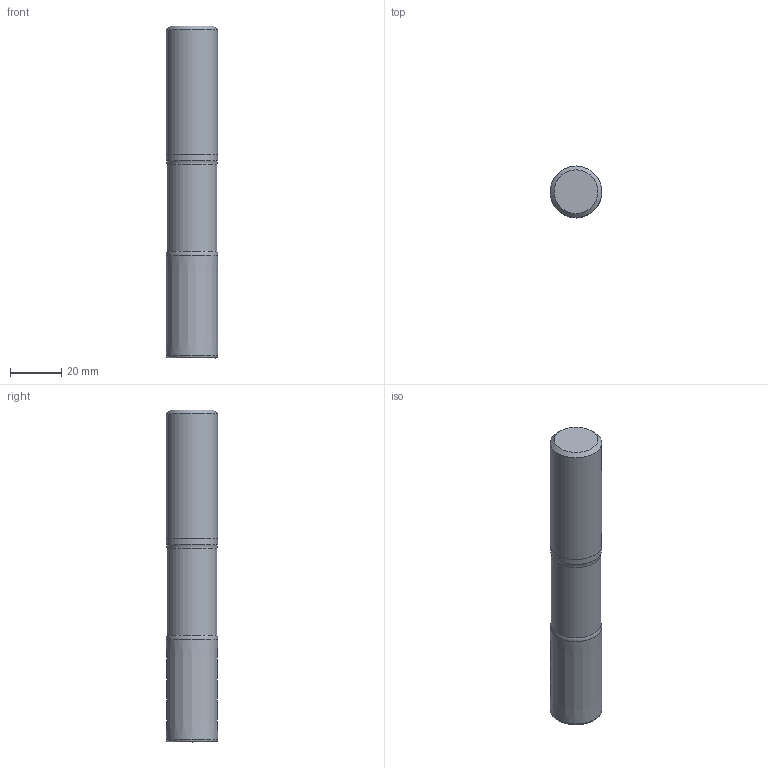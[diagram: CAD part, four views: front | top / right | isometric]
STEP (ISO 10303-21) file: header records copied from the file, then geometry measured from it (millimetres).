
FILE_DESCRIPTION(/* description */ (''),/* implementation_level */ '2;1');
FILE_NAME(/* name */ 'JHP751200E2R080.3Z4_Basic.stp',/* time_stamp */ '2021-09-22T16:33:02+05:00',/* author */ (''),/* organization */ (''),/* preprocessor_version */ 'ST-DEVELOPER v16.7',/* originating_system */ 'SIEMENS PLM Software NX 12.0',/* authorisation */ '');
FILE_SCHEMA (('AUTOMOTIVE_DESIGN { 1 0 10303 214 3 1 1 1 }'));
Length unit declared in the file: millimetre
Products named in the file (1): INPU4A9076B6gme1
Bounding box: 20 x 20 x 129 mm (x, y, z)
Volume: 39779.9 mm3; surface area: 9847.8 mm2
Topology: 3 solids, 3 shells, 14 faces, 25 edges, 20 vertices
Faces by surface type: plane 5, cone 3, cylinder 3, torus 3
Full cylindrical faces by diameter (mm): 19.4 x1, 20 x2
Entity records: 374 total; most frequent: CARTESIAN_POINT 61, DIRECTION 58, AXIS2_PLACEMENT_3D 29, EDGE_LOOP 22, ORIENTED_EDGE 22, FACE_BOUND 18, ADVANCED_FACE 14, VERTEX_POINT 12
